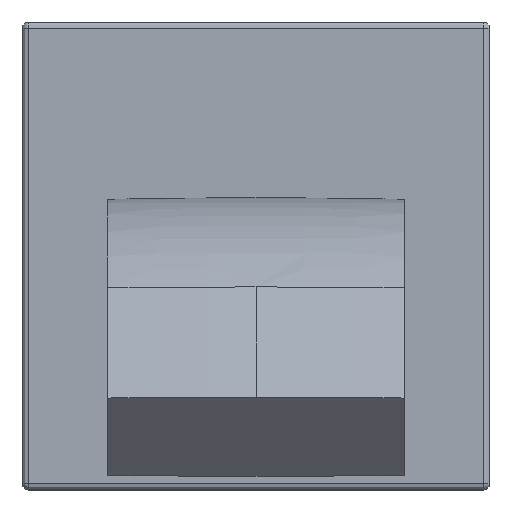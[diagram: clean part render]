
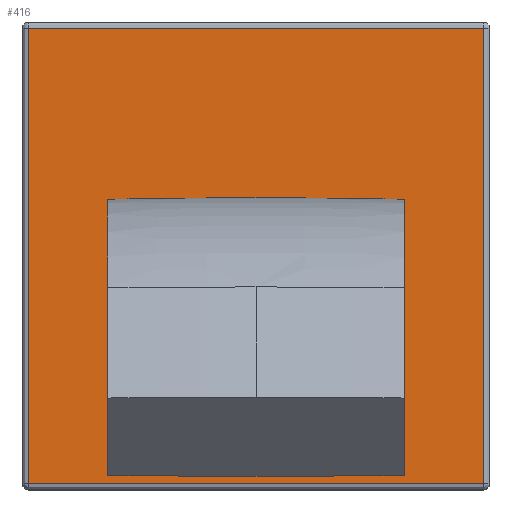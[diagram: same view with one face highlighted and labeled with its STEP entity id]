
A CAD part, top view. The second image highlights one B-rep face of the part: STEP entity #416.
In plain terms, the highlighted face is planar.
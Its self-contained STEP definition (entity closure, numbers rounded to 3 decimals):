
#43 = EDGE_LOOP ( 'NONE', ( #1106, #1135, #320, #1017 ) ) ;
#140 = VERTEX_POINT ( 'NONE', #330 ) ;
#211 = VERTEX_POINT ( 'NONE', #830 ) ;
#254 = CARTESIAN_POINT ( 'NONE',  ( 29.2, 9., -29.2 ) ) ;
#255 = EDGE_CURVE ( 'NONE', #433, #140, #853, .T. ) ;
#282 = VECTOR ( 'NONE', #844, 1000. ) ;
#299 = CARTESIAN_POINT ( 'NONE',  ( 29.2, 9., -29.2 ) ) ;
#316 = AXIS2_PLACEMENT_3D ( 'NONE', #1131, #1119, #1045 ) ;
#320 = ORIENTED_EDGE ( 'NONE', *, *, #585, .T. ) ;
#330 = CARTESIAN_POINT ( 'NONE',  ( 29.2, 9., 29.2 ) ) ;
#363 = VERTEX_POINT ( 'NONE', #254 ) ;
#367 = DIRECTION ( 'NONE',  ( 0., 0., -1. ) ) ;
#395 = LINE ( 'NONE', #759, #428 ) ;
#416 = ADVANCED_FACE ( 'NONE', ( #554 ), #1136, .T. ) ;
#428 = VECTOR ( 'NONE', #667, 1000. ) ;
#433 = VERTEX_POINT ( 'NONE', #879 ) ;
#550 = DIRECTION ( 'NONE',  ( 1., 0., 0. ) ) ;
#554 = FACE_OUTER_BOUND ( 'NONE', #43, .T. ) ;
#559 = CARTESIAN_POINT ( 'NONE',  ( 29.2, 9., 29.2 ) ) ;
#585 = EDGE_CURVE ( 'NONE', #211, #433, #817, .T. ) ;
#667 = DIRECTION ( 'NONE',  ( -1., 0., 0. ) ) ;
#676 = VECTOR ( 'NONE', #367, 1000. ) ;
#759 = CARTESIAN_POINT ( 'NONE',  ( -29.2, 9., -29.2 ) ) ;
#817 = LINE ( 'NONE', #910, #282 ) ;
#830 = CARTESIAN_POINT ( 'NONE',  ( -29.2, 9., -29.2 ) ) ;
#844 = DIRECTION ( 'NONE',  ( 0., 0., 1. ) ) ;
#853 = LINE ( 'NONE', #559, #1164 ) ;
#879 = CARTESIAN_POINT ( 'NONE',  ( -29.2, 9., 29.2 ) ) ;
#910 = CARTESIAN_POINT ( 'NONE',  ( -29.2, 9., 29.2 ) ) ;
#975 = EDGE_CURVE ( 'NONE', #140, #363, #1087, .T. ) ;
#1017 = ORIENTED_EDGE ( 'NONE', *, *, #255, .T. ) ;
#1026 = EDGE_CURVE ( 'NONE', #363, #211, #395, .T. ) ;
#1045 = DIRECTION ( 'NONE',  ( 0., 0., 1. ) ) ;
#1087 = LINE ( 'NONE', #299, #676 ) ;
#1106 = ORIENTED_EDGE ( 'NONE', *, *, #975, .T. ) ;
#1119 = DIRECTION ( 'NONE',  ( 0., 1., 0. ) ) ;
#1131 = CARTESIAN_POINT ( 'NONE',  ( -30., 9., 30. ) ) ;
#1135 = ORIENTED_EDGE ( 'NONE', *, *, #1026, .T. ) ;
#1136 = PLANE ( 'NONE',  #316 ) ;
#1164 = VECTOR ( 'NONE', #550, 1000. ) ;
